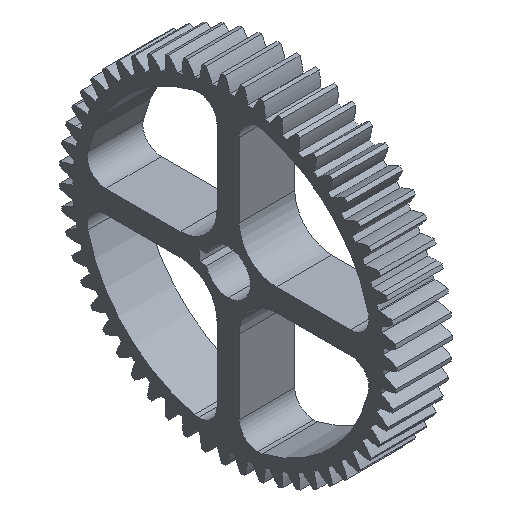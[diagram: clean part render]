
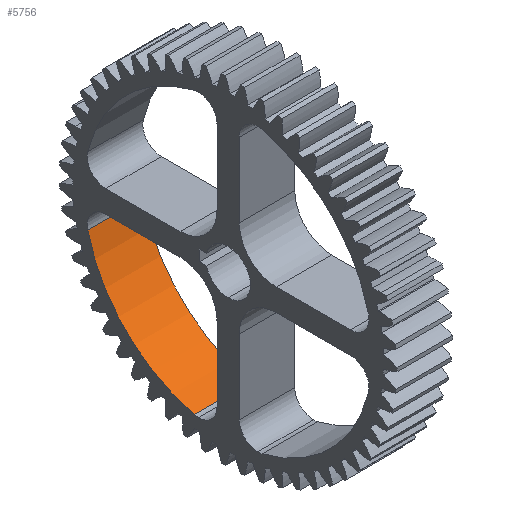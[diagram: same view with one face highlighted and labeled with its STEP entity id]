
A CAD part, isometric view. The second image highlights one B-rep face of the part: STEP entity #5756.
In plain terms, the highlighted cylindrical face has radius 19.499 mm (diameter 38.998 mm), a partial arc.
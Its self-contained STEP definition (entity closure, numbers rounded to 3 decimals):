
#89 = EDGE_CURVE ( 'NONE', #5823, #8595, #6933, .T. ) ;
#146 = VERTEX_POINT ( 'NONE', #5173 ) ;
#388 = FACE_OUTER_BOUND ( 'NONE', #3432, .T. ) ;
#678 = EDGE_CURVE ( 'NONE', #8878, #5823, #8177, .T. ) ;
#1127 = DIRECTION ( 'NONE',  ( 0., 0., -1. ) ) ;
#1674 = EDGE_CURVE ( 'NONE', #8595, #146, #5883, .T. ) ;
#1704 = DIRECTION ( 'NONE',  ( 0., 0., -1. ) ) ;
#1718 = EDGE_CURVE ( 'NONE', #8878, #146, #6018, .T. ) ;
#2137 = VECTOR ( 'NONE', #5430, 1000. ) ;
#2549 = AXIS2_PLACEMENT_3D ( 'NONE', #3992, #3137, #1127 ) ;
#3137 = DIRECTION ( 'NONE',  ( 1., 0., 0. ) ) ;
#3432 = EDGE_LOOP ( 'NONE', ( #4316, #4369, #4769, #7310 ) ) ;
#3811 = CARTESIAN_POINT ( 'NONE',  ( -2.5, 18.951, -4.588 ) ) ;
#3992 = CARTESIAN_POINT ( 'NONE',  ( 0., 0., 0. ) ) ;
#4074 = CARTESIAN_POINT ( 'NONE',  ( -2.5, 4.588, -18.951 ) ) ;
#4316 = ORIENTED_EDGE ( 'NONE', *, *, #89, .T. ) ;
#4369 = ORIENTED_EDGE ( 'NONE', *, *, #1674, .T. ) ;
#4454 = DIRECTION ( 'NONE',  ( 1., 0., 0. ) ) ;
#4769 = ORIENTED_EDGE ( 'NONE', *, *, #1718, .F. ) ;
#5173 = CARTESIAN_POINT ( 'NONE',  ( 0., 18.951, -4.588 ) ) ;
#5263 = CARTESIAN_POINT ( 'NONE',  ( 7.5, 0., 0. ) ) ;
#5430 = DIRECTION ( 'NONE',  ( 1., 0., 0. ) ) ;
#5756 = ADVANCED_FACE ( 'NONE', ( #388 ), #5821, .F. ) ;
#5821 = CYLINDRICAL_SURFACE ( 'NONE', #7303, 19.499 ) ;
#5823 = VERTEX_POINT ( 'NONE', #8070 ) ;
#5883 = LINE ( 'NONE', #3811, #8511 ) ;
#6018 = CIRCLE ( 'NONE', #2549, 19.499 ) ;
#6933 = CIRCLE ( 'NONE', #8397, 19.499 ) ;
#7159 = CARTESIAN_POINT ( 'NONE',  ( -2.5, 0., 0. ) ) ;
#7303 = AXIS2_PLACEMENT_3D ( 'NONE', #7159, #8617, #1704 ) ;
#7310 = ORIENTED_EDGE ( 'NONE', *, *, #678, .T. ) ;
#7961 = DIRECTION ( 'NONE',  ( 0., 0., -1. ) ) ;
#8070 = CARTESIAN_POINT ( 'NONE',  ( 7.5, 4.588, -18.951 ) ) ;
#8120 = CARTESIAN_POINT ( 'NONE',  ( 0., 4.588, -18.951 ) ) ;
#8177 = LINE ( 'NONE', #4074, #2137 ) ;
#8265 = CARTESIAN_POINT ( 'NONE',  ( 7.5, 18.951, -4.588 ) ) ;
#8397 = AXIS2_PLACEMENT_3D ( 'NONE', #5263, #4454, #7961 ) ;
#8511 = VECTOR ( 'NONE', #8815, 1000. ) ;
#8595 = VERTEX_POINT ( 'NONE', #8265 ) ;
#8617 = DIRECTION ( 'NONE',  ( 1., 0., 0. ) ) ;
#8815 = DIRECTION ( 'NONE',  ( -1., 0., 0. ) ) ;
#8878 = VERTEX_POINT ( 'NONE', #8120 ) ;
